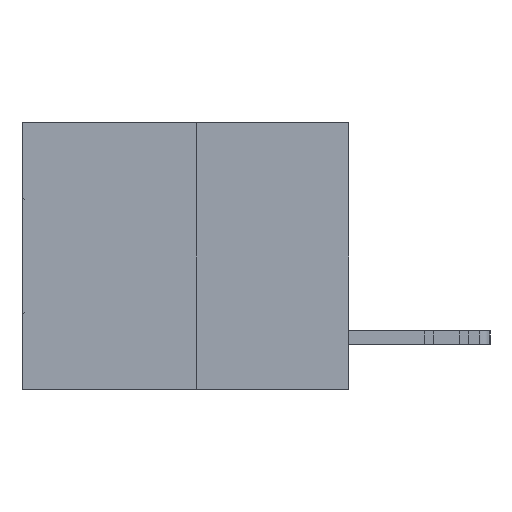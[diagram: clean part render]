
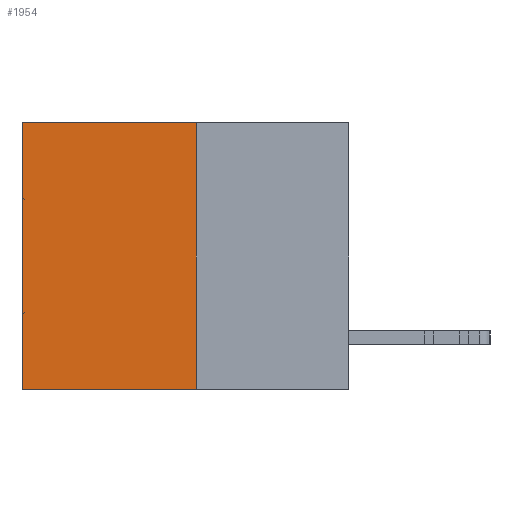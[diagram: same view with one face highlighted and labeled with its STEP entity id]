
A CAD part, left-side view. The second image highlights one B-rep face of the part: STEP entity #1954.
In plain terms, the highlighted planar face has unit normal (-1, 0, 0).
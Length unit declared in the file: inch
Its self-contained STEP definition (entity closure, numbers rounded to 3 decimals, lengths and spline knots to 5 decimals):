
#532 = LINE ( 'NONE', #14878, #9906 ) ;
#632 = LINE ( 'NONE', #19132, #24504 ) ;
#1393 = CARTESIAN_POINT ( 'NONE',  ( 0.3165, 0.6, -0.49 ) ) ;
#1954 = ADVANCED_FACE ( 'NONE', ( #20324 ), #13019, .F. ) ;
#3283 = VERTEX_POINT ( 'NONE', #8989 ) ;
#3328 = EDGE_LOOP ( 'NONE', ( #26836, #24863, #20010, #25678 ) ) ;
#3736 = LINE ( 'NONE', #1393, #24052 ) ;
#3981 = DIRECTION ( 'NONE',  ( 0., 0., -1. ) ) ;
#6506 = CARTESIAN_POINT ( 'NONE',  ( 0.3165, 0.6, 0. ) ) ;
#7822 = VERTEX_POINT ( 'NONE', #31053 ) ;
#8989 = CARTESIAN_POINT ( 'NONE',  ( 0.3165, 0.6, -0.49 ) ) ;
#9906 = VECTOR ( 'NONE', #17291, 39.37008 ) ;
#10673 = VERTEX_POINT ( 'NONE', #28013 ) ;
#12592 = DIRECTION ( 'NONE',  ( 1., 0., 0. ) ) ;
#13019 = PLANE ( 'NONE',  #19340 ) ;
#14878 = CARTESIAN_POINT ( 'NONE',  ( 0.3165, 0.28, -0.49 ) ) ;
#15097 = DIRECTION ( 'NONE',  ( 0., 0., -1. ) ) ;
#17291 = DIRECTION ( 'NONE',  ( 0., 1., 0. ) ) ;
#19013 = CARTESIAN_POINT ( 'NONE',  ( 0.3165, 0.28, 0. ) ) ;
#19132 = CARTESIAN_POINT ( 'NONE',  ( 0.3165, 0.28, -0.49 ) ) ;
#19236 = EDGE_CURVE ( 'NONE', #28016, #3283, #3736, .T. ) ;
#19340 = AXIS2_PLACEMENT_3D ( 'NONE', #22677, #12592, #15097 ) ;
#20010 = ORIENTED_EDGE ( 'NONE', *, *, #25321, .F. ) ;
#20324 = FACE_OUTER_BOUND ( 'NONE', #3328, .T. ) ;
#22677 = CARTESIAN_POINT ( 'NONE',  ( 0.3165, 0.28, -0.49 ) ) ;
#24052 = VECTOR ( 'NONE', #28606, 39.37008 ) ;
#24064 = DIRECTION ( 'NONE',  ( 0., 1., 0. ) ) ;
#24504 = VECTOR ( 'NONE', #3981, 39.37008 ) ;
#24863 = ORIENTED_EDGE ( 'NONE', *, *, #32020, .F. ) ;
#25321 = EDGE_CURVE ( 'NONE', #7822, #10673, #632, .T. ) ;
#25678 = ORIENTED_EDGE ( 'NONE', *, *, #26166, .T. ) ;
#26166 = EDGE_CURVE ( 'NONE', #7822, #28016, #28321, .T. ) ;
#26836 = ORIENTED_EDGE ( 'NONE', *, *, #19236, .T. ) ;
#28013 = CARTESIAN_POINT ( 'NONE',  ( 0.3165, 0.28, -0.49 ) ) ;
#28016 = VERTEX_POINT ( 'NONE', #6506 ) ;
#28321 = LINE ( 'NONE', #19013, #32219 ) ;
#28606 = DIRECTION ( 'NONE',  ( 0., 0., -1. ) ) ;
#31053 = CARTESIAN_POINT ( 'NONE',  ( 0.3165, 0.28, 0. ) ) ;
#32020 = EDGE_CURVE ( 'NONE', #10673, #3283, #532, .T. ) ;
#32219 = VECTOR ( 'NONE', #24064, 39.37008 ) ;
